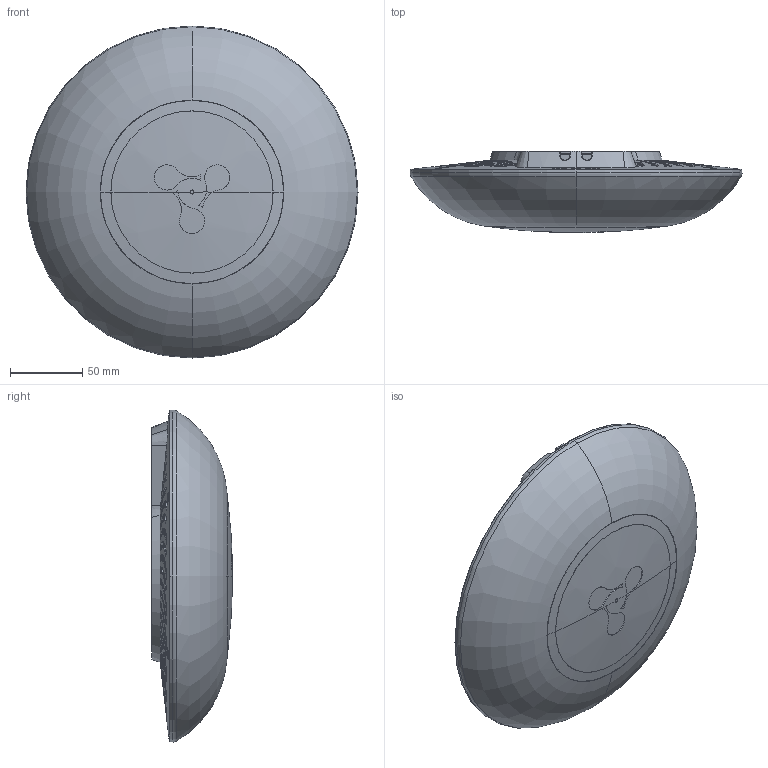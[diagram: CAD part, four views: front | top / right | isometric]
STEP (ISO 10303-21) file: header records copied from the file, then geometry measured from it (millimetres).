
FILE_DESCRIPTION (( 'STEP AP214' ), '1' );
FILE_NAME ('_WEP-30.STEP', '2025-04-07T07:25:41', ( '' ), ( '' ), 'SwSTEP 2.0', 'SolidWorks 2023', '' );
FILE_SCHEMA (( 'AUTOMOTIVE_DESIGN' ));
Length unit declared in the file: millimetre
Products named in the file (11): WEP-3ax.000_WEP-3ax.008; _L130_L130; WEP-3ax.000_WEP-3ax.007; _WEP-30; WEP-3ax.004_WEP-3ax.004; WEP-3ax.000_WEP-3ax.006; _SWT42_SWT42_SWT-42-4.3; _WEP-3ax.000; _RJ45-1X1-LED-LINK-PP_LPJE160NDNL_var2; _ПП wep30l(z) (1v1); _WEP-3ax(2).009
Assembly tree (10 placements, depth 3):
  _WEP-30
    _WEP-3ax.000
      WEP-3ax.000_WEP-3ax.006
      WEP-3ax.000_WEP-3ax.007
      WEP-3ax.000_WEP-3ax.008
      WEP-3ax.004_WEP-3ax.004
    _ПП wep30l(z) (1v1)
      _RJ45-1X1-LED-LINK-PP_LPJE160NDNL_var2
      _SWT42_SWT42_SWT-42-4.3
      _L130_L130
    _WEP-3ax(2).009
Bounding box: 229.75 x 56 x 229.75 mm (x, y, z)
Volume: 242235.3 mm3; surface area: 263049.6 mm2
Topology: 8 solids, 8 shells, 3969 faces, 10144 edges, 6088 vertices
Faces by surface type: bspline 1235, cone 1095, plane 622, sphere 409, cylinder 341, torus 267
Entity records: 179778 total; most frequent: CARTESIAN_POINT 96193, ORIENTED_EDGE 19708, DIRECTION 14246, EDGE_CURVE 9854, VERTEX_POINT 5976, AXIS2_PLACEMENT_3D 5904, EDGE_LOOP 4346, B_SPLINE_CURVE_WITH_KNOTS 4048
